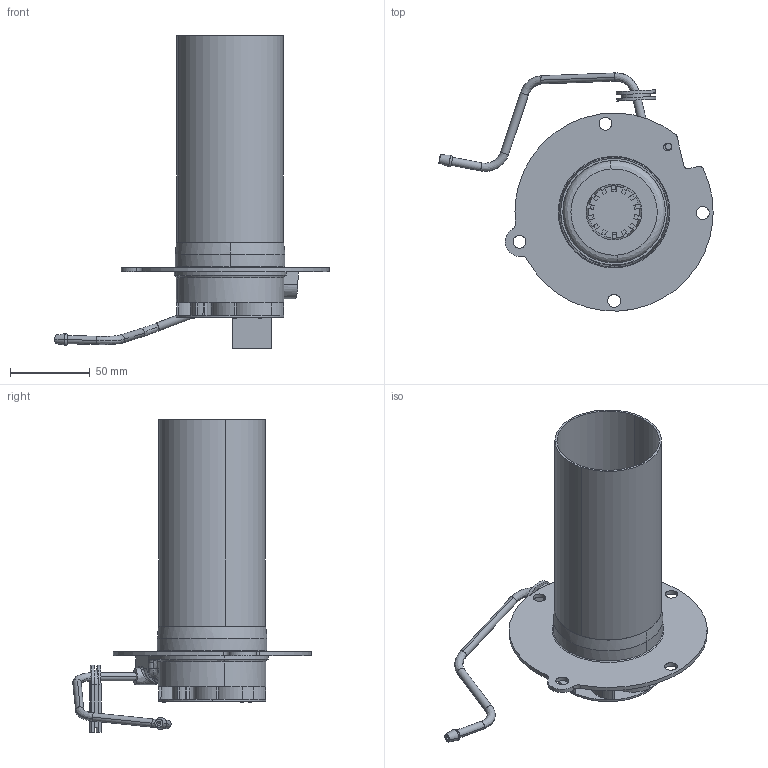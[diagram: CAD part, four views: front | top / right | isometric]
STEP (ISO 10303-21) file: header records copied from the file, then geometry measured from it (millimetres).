
FILE_DESCRIPTION(('FreeCAD Model'),'2;1');
FILE_NAME('Open CASCADE Shape Model','2025-05-03T11:08:27',('FreeCAD'),( 'FreeCAD'),'Open CASCADE STEP processor 7.6','FreeCAD','Unknown');
FILE_SCHEMA(('AUTOMOTIVE_DESIGN { 1 0 10303 214 1 1 1 1 }'));
Length unit declared in the file: millimetre
Products named in the file (1): Open CASCADE STEP translator 7.6 1
Bounding box: 171.78 x 149.21 x 195.77 mm (x, y, z)
Volume: 134336.3 mm3; surface area: 140727.2 mm2
Topology: 7 solids, 7 shells, 341 faces, 1001 edges, 648 vertices
Faces by surface type: bspline 341
Entity records: 13454 total; most frequent: CARTESIAN_POINT 8162, ORIENTED_EDGE 1966, EDGE_CURVE 983, VERTEX_POINT 640, B_SPLINE_CURVE_WITH_KNOTS 456, FACE_BOUND 393, EDGE_LOOP 393, ADVANCED_FACE 341
